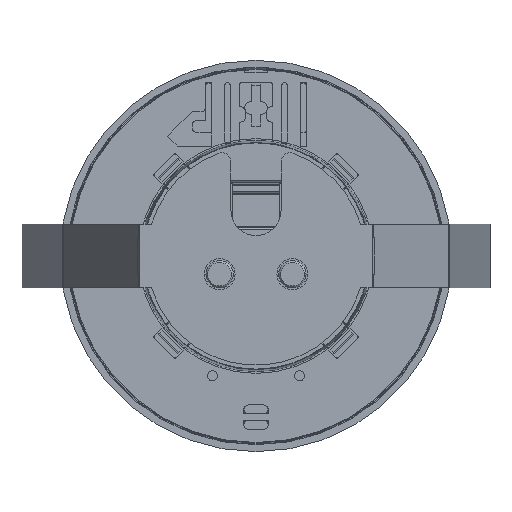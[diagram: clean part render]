
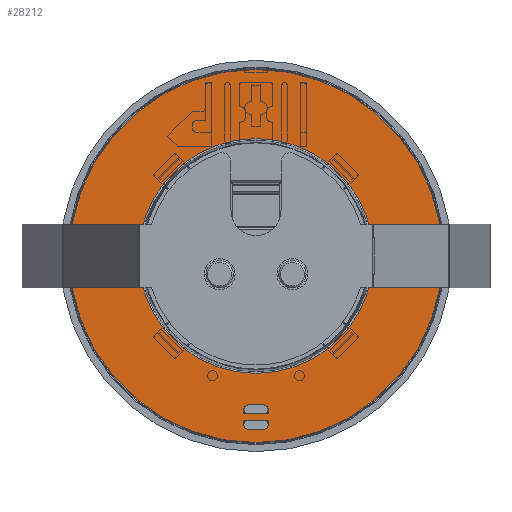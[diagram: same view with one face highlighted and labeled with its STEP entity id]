
A CAD part, front view. The second image highlights one B-rep face of the part: STEP entity #28212.
In plain terms, the highlighted planar face has unit normal (0, -1, 0).
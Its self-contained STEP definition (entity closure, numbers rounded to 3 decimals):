
#27879=CARTESIAN_POINT('',(0.,-3.1,0.));
#27880=DIRECTION('',(0.,-1.,0.));
#27881=DIRECTION('',(0.,0.,-1.));
#27882=AXIS2_PLACEMENT_3D('',#27879,#27880,#27881);
#27884=CARTESIAN_POINT('',(0.,-3.1,0.));
#27885=DIRECTION('',(0.,-1.,0.));
#27886=DIRECTION('',(0.,0.,1.));
#27887=AXIS2_PLACEMENT_3D('',#27884,#27885,#27886);
#27889=CARTESIAN_POINT('',(0.,-3.1,0.));
#27890=DIRECTION('',(0.,1.,0.));
#27891=DIRECTION('',(0.,0.,-1.));
#27892=AXIS2_PLACEMENT_3D('',#27889,#27890,#27891);
#27894=CARTESIAN_POINT('',(0.,-3.1,0.));
#27895=DIRECTION('',(0.,1.,0.));
#27896=DIRECTION('',(0.,0.,1.));
#27897=AXIS2_PLACEMENT_3D('',#27894,#27895,#27896);
#27899=DIRECTION('',(-1.,0.,0.));
#27900=VECTOR('',#27899,1.665);
#27901=CARTESIAN_POINT('',(0.833,-3.1,-18.05));
#27902=LINE('',#27901,#27900);
#27903=CARTESIAN_POINT('',(-0.85,-3.1,-18.55));
#27904=DIRECTION('',(0.,-1.,0.));
#27905=DIRECTION('',(-1.,0.,0.));
#27906=AXIS2_PLACEMENT_3D('',#27903,#27904,#27905);
#27908=DIRECTION('',(1.,0.,0.));
#27909=VECTOR('',#27908,1.7);
#27910=CARTESIAN_POINT('',(-0.85,-3.1,-19.033));
#27911=LINE('',#27910,#27909);
#27912=CARTESIAN_POINT('',(0.85,-3.1,-18.55));
#27913=DIRECTION('',(0.,-1.,0.));
#27914=DIRECTION('',(0.,0.,-1.));
#27915=AXIS2_PLACEMENT_3D('',#27912,#27913,#27914);
#27917=CARTESIAN_POINT('',(-0.85,-3.1,-16.85));
#27918=DIRECTION('',(0.,-1.,0.));
#27919=DIRECTION('',(0.,0.,1.));
#27920=AXIS2_PLACEMENT_3D('',#27917,#27918,#27919);
#27922=DIRECTION('',(1.,0.,0.));
#27923=VECTOR('',#27922,1.665);
#27924=CARTESIAN_POINT('',(-0.833,-3.1,-17.35));
#27925=LINE('',#27924,#27923);
#27926=CARTESIAN_POINT('',(0.85,-3.1,-16.85));
#27927=DIRECTION('',(0.,-1.,0.));
#27928=DIRECTION('',(1.,0.,0.));
#27929=AXIS2_PLACEMENT_3D('',#27926,#27927,#27928);
#27931=DIRECTION('',(-1.,0.,0.));
#27932=VECTOR('',#27931,1.7);
#27933=CARTESIAN_POINT('',(0.85,-3.1,-16.367));
#27934=LINE('',#27933,#27932);
#27951=CARTESIAN_POINT('',(0.833,-3.1,-18.55));
#27952=DIRECTION('',(0.,1.,0.));
#27953=DIRECTION('',(0.,0.,1.));
#27954=AXIS2_PLACEMENT_3D('',#27951,#27952,#27953);
#27977=CARTESIAN_POINT('',(-0.833,-3.1,-18.55));
#27978=DIRECTION('',(0.,1.,0.));
#27979=DIRECTION('',(-1.,0.,0.));
#27980=AXIS2_PLACEMENT_3D('',#27977,#27978,#27979);
#27995=CARTESIAN_POINT('',(-0.833,-3.1,-16.85));
#27996=DIRECTION('',(0.,1.,0.));
#27997=DIRECTION('',(0.,0.,-1.));
#27998=AXIS2_PLACEMENT_3D('',#27995,#27996,#27997);
#28013=CARTESIAN_POINT('',(0.833,-3.1,-16.85));
#28014=DIRECTION('',(0.,1.,0.));
#28015=DIRECTION('',(1.,0.,0.));
#28016=AXIS2_PLACEMENT_3D('',#28013,#28014,#28015);
#28039=CARTESIAN_POINT('',(0.,-3.1,-12.9));
#28040=CARTESIAN_POINT('',(0.,-3.1,12.9));
#28041=VERTEX_POINT('',#28039);
#28042=VERTEX_POINT('',#28040);
#28043=CARTESIAN_POINT('',(0.,-3.1,-20.5));
#28044=CARTESIAN_POINT('',(0.,-3.1,20.5));
#28045=VERTEX_POINT('',#28043);
#28046=VERTEX_POINT('',#28044);
#28055=CARTESIAN_POINT('',(-0.85,-3.1,-19.033));
#28056=CARTESIAN_POINT('',(0.85,-3.1,-19.033));
#28057=VERTEX_POINT('',#28055);
#28058=VERTEX_POINT('',#28056);
#28059=CARTESIAN_POINT('',(0.85,-3.1,-16.367));
#28060=CARTESIAN_POINT('',(-0.85,-3.1,-16.367));
#28061=VERTEX_POINT('',#28059);
#28062=VERTEX_POINT('',#28060);
#28063=CARTESIAN_POINT('',(0.833,-3.1,-18.05));
#28065=VERTEX_POINT('',#28063);
#28067=CARTESIAN_POINT('',(1.333,-3.1,-18.55));
#28069=VERTEX_POINT('',#28067);
#28071=CARTESIAN_POINT('',(-1.333,-3.1,-18.55));
#28073=VERTEX_POINT('',#28071);
#28075=CARTESIAN_POINT('',(-0.833,-3.1,-18.05));
#28077=VERTEX_POINT('',#28075);
#28079=CARTESIAN_POINT('',(-0.833,-3.1,-17.35));
#28081=VERTEX_POINT('',#28079);
#28083=CARTESIAN_POINT('',(-1.333,-3.1,-16.85));
#28085=VERTEX_POINT('',#28083);
#28087=CARTESIAN_POINT('',(1.333,-3.1,-16.85));
#28089=VERTEX_POINT('',#28087);
#28091=CARTESIAN_POINT('',(0.833,-3.1,-17.35));
#28093=VERTEX_POINT('',#28091);
#28169=CARTESIAN_POINT('',(0.,-3.1,0.));
#28170=DIRECTION('',(0.,-1.,0.));
#28171=DIRECTION('',(0.,0.,-1.));
#28172=AXIS2_PLACEMENT_3D('',#28169,#28170,#28171);
#28173=PLANE('',#28172);
#28174=ORIENTED_EDGE('',*,*,#28149,.F.);
#28175=ORIENTED_EDGE('',*,*,#28163,.F.);
#28176=EDGE_LOOP('',(#28174,#28175));
#28177=FACE_OUTER_BOUND('',#28176,.F.);
#28179=ORIENTED_EDGE('',*,*,#28178,.F.);
#28181=ORIENTED_EDGE('',*,*,#28180,.F.);
#28182=EDGE_LOOP('',(#28179,#28181));
#28183=FACE_BOUND('',#28182,.F.);
#28185=ORIENTED_EDGE('',*,*,#28184,.T.);
#28187=ORIENTED_EDGE('',*,*,#28186,.F.);
#28189=ORIENTED_EDGE('',*,*,#28188,.T.);
#28191=ORIENTED_EDGE('',*,*,#28190,.T.);
#28193=ORIENTED_EDGE('',*,*,#28192,.T.);
#28195=ORIENTED_EDGE('',*,*,#28194,.F.);
#28196=EDGE_LOOP('',(#28185,#28187,#28189,#28191,#28193,#28195));
#28197=FACE_BOUND('',#28196,.F.);
#28199=ORIENTED_EDGE('',*,*,#28198,.T.);
#28201=ORIENTED_EDGE('',*,*,#28200,.F.);
#28203=ORIENTED_EDGE('',*,*,#28202,.T.);
#28205=ORIENTED_EDGE('',*,*,#28204,.F.);
#28207=ORIENTED_EDGE('',*,*,#28206,.T.);
#28209=ORIENTED_EDGE('',*,*,#28208,.T.);
#28210=EDGE_LOOP('',(#28199,#28201,#28203,#28205,#28207,#28209));
#28211=FACE_BOUND('',#28210,.F.);
#28212=ADVANCED_FACE('',(#28177,#28183,#28197,#28211),#28173,.T.);
#27883=CIRCLE('',#27882,20.5);
#27888=CIRCLE('',#27887,20.5);
#27893=CIRCLE('',#27892,12.9);
#27898=CIRCLE('',#27897,12.9);
#27907=CIRCLE('',#27906,0.483);
#27916=CIRCLE('',#27915,0.483);
#27921=CIRCLE('',#27920,0.483);
#27930=CIRCLE('',#27929,0.483);
#27955=CIRCLE('',#27954,0.5);
#27981=CIRCLE('',#27980,0.5);
#27999=CIRCLE('',#27998,0.5);
#28017=CIRCLE('',#28016,0.5);
#28149=EDGE_CURVE('',#28045,#28046,#27883,.T.);
#28163=EDGE_CURVE('',#28046,#28045,#27888,.T.);
#28178=EDGE_CURVE('',#28041,#28042,#27893,.T.);
#28180=EDGE_CURVE('',#28042,#28041,#27898,.T.);
#28184=EDGE_CURVE('',#28065,#28077,#27902,.T.);
#28186=EDGE_CURVE('',#28073,#28077,#27981,.T.);
#28188=EDGE_CURVE('',#28073,#28057,#27907,.T.);
#28190=EDGE_CURVE('',#28057,#28058,#27911,.T.);
#28192=EDGE_CURVE('',#28058,#28069,#27916,.T.);
#28194=EDGE_CURVE('',#28065,#28069,#27955,.T.);
#28198=EDGE_CURVE('',#28062,#28085,#27921,.T.);
#28200=EDGE_CURVE('',#28081,#28085,#27999,.T.);
#28202=EDGE_CURVE('',#28081,#28093,#27925,.T.);
#28204=EDGE_CURVE('',#28089,#28093,#28017,.T.);
#28206=EDGE_CURVE('',#28089,#28061,#27930,.T.);
#28208=EDGE_CURVE('',#28061,#28062,#27934,.T.);
